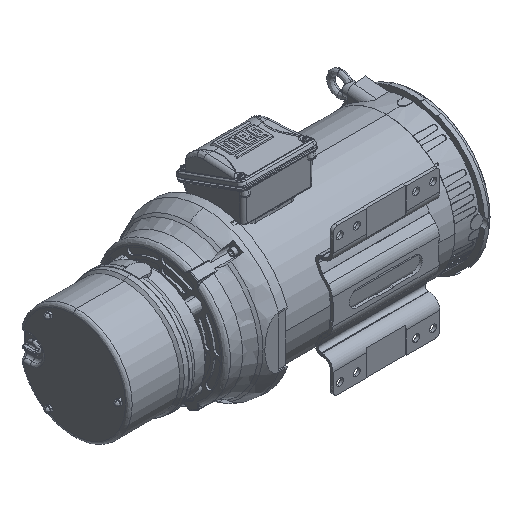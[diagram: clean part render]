
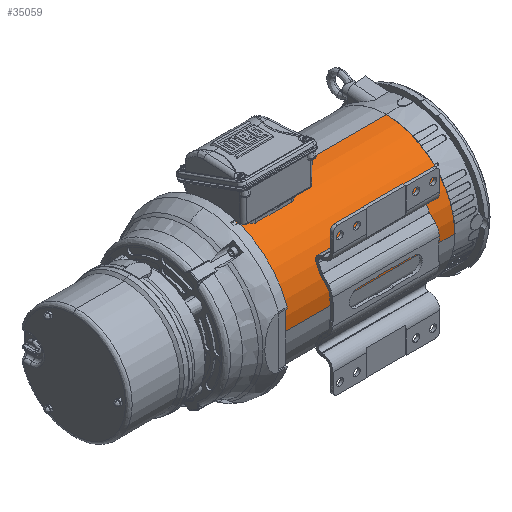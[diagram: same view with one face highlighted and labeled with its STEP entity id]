
A CAD part, isometric view. The second image highlights one B-rep face of the part: STEP entity #35059.
In plain terms, the highlighted cylindrical face has radius 103.05 mm (diameter 206.1 mm), a partial arc.
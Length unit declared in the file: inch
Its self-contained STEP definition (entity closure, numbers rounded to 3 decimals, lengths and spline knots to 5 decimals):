
#1202 = CARTESIAN_POINT ( 'NONE',  ( -5.48077, 0.53322, 0. ) ) ;
#1220 = CARTESIAN_POINT ( 'NONE',  ( -5.48077, -3.52387, 0.00071 ) ) ;
#1727 = CIRCLE ( 'NONE', #35663, 4.05709 ) ;
#2149 = VERTEX_POINT ( 'NONE', #1220 ) ;
#3140 = CARTESIAN_POINT ( 'NONE',  ( 4.75545, 0.53322, 0. ) ) ;
#4884 = DIRECTION ( 'NONE',  ( 0., 0., 1. ) ) ;
#5885 = EDGE_CURVE ( 'NONE', #16015, #31709, #23711, .T. ) ;
#9845 = CYLINDRICAL_SURFACE ( 'NONE', #17324, 4.05709 ) ;
#10105 = VECTOR ( 'NONE', #21919, 39.37008 ) ;
#10290 = ORIENTED_EDGE ( 'NONE', *, *, #5885, .T. ) ;
#11469 = ORIENTED_EDGE ( 'NONE', *, *, #33552, .F. ) ;
#12031 = VERTEX_POINT ( 'NONE', #18767 ) ;
#16015 = VERTEX_POINT ( 'NONE', #22678 ) ;
#17324 = AXIS2_PLACEMENT_3D ( 'NONE', #28395, #24696, #39738 ) ;
#17489 = FACE_OUTER_BOUND ( 'NONE', #46405, .T. ) ;
#18236 = DIRECTION ( 'NONE',  ( 0., 0., 1. ) ) ;
#18767 = CARTESIAN_POINT ( 'NONE',  ( -5.48077, 0.53322, 4.05709 ) ) ;
#20297 = EDGE_CURVE ( 'NONE', #12031, #2149, #1727, .T. ) ;
#21919 = DIRECTION ( 'NONE',  ( 1., 0., 0. ) ) ;
#22678 = CARTESIAN_POINT ( 'NONE',  ( 4.75545, -3.52387, 0.00071 ) ) ;
#23070 = ORIENTED_EDGE ( 'NONE', *, *, #24782, .T. ) ;
#23711 = CIRCLE ( 'NONE', #26099, 4.05709 ) ;
#24696 = DIRECTION ( 'NONE',  ( -1., 0., 0. ) ) ;
#24782 = EDGE_CURVE ( 'NONE', #2149, #16015, #33044, .T. ) ;
#26099 = AXIS2_PLACEMENT_3D ( 'NONE', #3140, #44419, #18236 ) ;
#28395 = CARTESIAN_POINT ( 'NONE',  ( 31.83803, 0.53322, 0. ) ) ;
#29697 = DIRECTION ( 'NONE',  ( 1., 0., 0. ) ) ;
#31709 = VERTEX_POINT ( 'NONE', #47103 ) ;
#32997 = VECTOR ( 'NONE', #29697, 39.37008 ) ;
#33044 = LINE ( 'NONE', #48070, #10105 ) ;
#33552 = EDGE_CURVE ( 'NONE', #12031, #31709, #33829, .T. ) ;
#33829 = LINE ( 'NONE', #37782, #32997 ) ;
#35059 = ADVANCED_FACE ( 'NONE', ( #17489 ), #9845, .T. ) ;
#35663 = AXIS2_PLACEMENT_3D ( 'NONE', #1202, #38747, #4884 ) ;
#37782 = CARTESIAN_POINT ( 'NONE',  ( 31.83803, 0.53322, 4.05709 ) ) ;
#38747 = DIRECTION ( 'NONE',  ( 1., 0., 0. ) ) ;
#39738 = DIRECTION ( 'NONE',  ( 0., 0., 1. ) ) ;
#42435 = ORIENTED_EDGE ( 'NONE', *, *, #20297, .T. ) ;
#44419 = DIRECTION ( 'NONE',  ( -1., 0., 0. ) ) ;
#46405 = EDGE_LOOP ( 'NONE', ( #42435, #23070, #10290, #11469 ) ) ;
#47103 = CARTESIAN_POINT ( 'NONE',  ( 4.75545, 0.53322, 4.05709 ) ) ;
#48070 = CARTESIAN_POINT ( 'NONE',  ( 31.83803, -3.52387, 0.00071 ) ) ;
